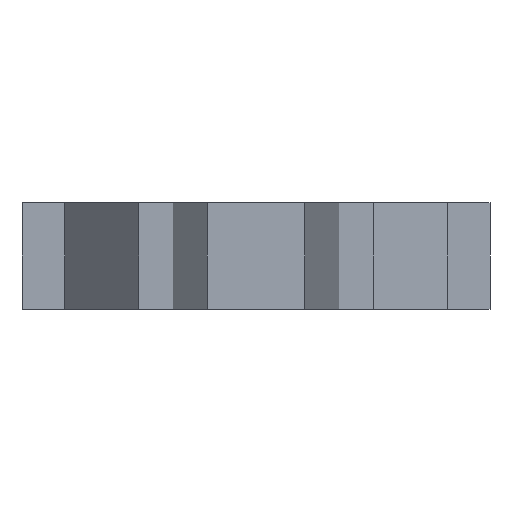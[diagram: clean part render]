
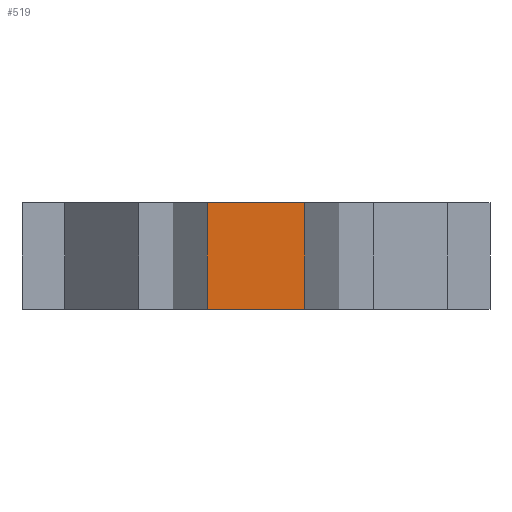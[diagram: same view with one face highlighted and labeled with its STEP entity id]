
A CAD part, front view. The second image highlights one B-rep face of the part: STEP entity #519.
In plain terms, the highlighted planar face has unit normal (0, -1, 0).
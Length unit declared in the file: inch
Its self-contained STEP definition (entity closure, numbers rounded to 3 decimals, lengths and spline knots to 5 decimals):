
#64 = DIRECTION ( 'NONE',  ( 0., 0., -1. ) ) ;
#65 = VECTOR ( 'NONE', #64, 39.37008 ) ;
#66 = CARTESIAN_POINT ( 'NONE',  ( 0.0115, 0., 0.025 ) ) ;
#67 = LINE ( 'NONE', #66, #65 ) ;
#68 = DIRECTION ( 'NONE',  ( 0., 0., -1. ) ) ;
#69 = VECTOR ( 'NONE', #68, 39.37008 ) ;
#70 = CARTESIAN_POINT ( 'NONE',  ( -0.0115, 0., 0.025 ) ) ;
#95 = LINE ( 'NONE', #175, #174 ) ;
#96 = CARTESIAN_POINT ( 'NONE',  ( 0.0115, 0., 0. ) ) ;
#172 = CARTESIAN_POINT ( 'NONE',  ( -0.0115, 0., 0. ) ) ;
#173 = DIRECTION ( 'NONE',  ( 1., 0., 0. ) ) ;
#174 = VECTOR ( 'NONE', #173, 39.37008 ) ;
#175 = CARTESIAN_POINT ( 'NONE',  ( -0.0115, 0., 0. ) ) ;
#198 = LINE ( 'NONE', #70, #69 ) ;
#200 = DIRECTION ( 'NONE',  ( 0., 0., 1. ) ) ;
#201 = DIRECTION ( 'NONE',  ( 0., 1., 0. ) ) ;
#202 = CARTESIAN_POINT ( 'NONE',  ( -0.0115, 0., 0.025 ) ) ;
#203 = AXIS2_PLACEMENT_3D ( 'NONE', #202, #201, #200 ) ;
#204 = PLANE ( 'NONE',  #203 ) ;
#205 = FACE_OUTER_BOUND ( 'NONE', #526, .T. ) ;
#286 = ORIENTED_EDGE ( 'NONE', *, *, #326, .F. ) ;
#324 = VERTEX_POINT ( 'NONE', #777 ) ;
#325 = VERTEX_POINT ( 'NONE', #776 ) ;
#326 = EDGE_CURVE ( 'NONE', #325, #324, #775, .T. ) ;
#352 = ORIENTED_EDGE ( 'NONE', *, *, #528, .T. ) ;
#449 = VERTEX_POINT ( 'NONE', #96 ) ;
#451 = EDGE_CURVE ( 'NONE', #452, #449, #95, .T. ) ;
#452 = VERTEX_POINT ( 'NONE', #172 ) ;
#504 = ORIENTED_EDGE ( 'NONE', *, *, #451, .T. ) ;
#505 = ORIENTED_EDGE ( 'NONE', *, *, #530, .F. ) ;
#519 = ADVANCED_FACE ( 'NONE', ( #205 ), #204, .F. ) ;
#526 = EDGE_LOOP ( 'NONE', ( #504, #505, #286, #352 ) ) ;
#528 = EDGE_CURVE ( 'NONE', #325, #452, #198, .T. ) ;
#530 = EDGE_CURVE ( 'NONE', #324, #449, #67, .T. ) ;
#772 = DIRECTION ( 'NONE',  ( 1., 0., 0. ) ) ;
#773 = VECTOR ( 'NONE', #772, 39.37008 ) ;
#774 = CARTESIAN_POINT ( 'NONE',  ( -0.0115, 0., 0.025 ) ) ;
#775 = LINE ( 'NONE', #774, #773 ) ;
#776 = CARTESIAN_POINT ( 'NONE',  ( -0.0115, 0., 0.025 ) ) ;
#777 = CARTESIAN_POINT ( 'NONE',  ( 0.0115, 0., 0.025 ) ) ;
